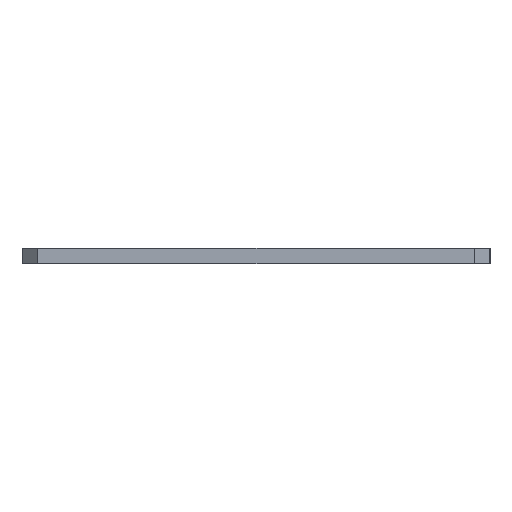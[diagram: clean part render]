
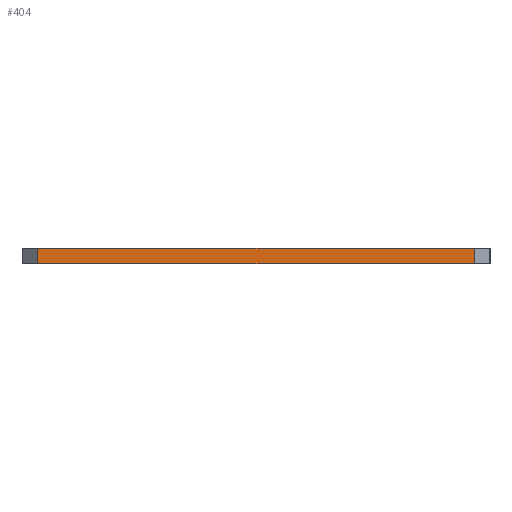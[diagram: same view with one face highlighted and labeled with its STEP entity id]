
A CAD part, front view. The second image highlights one B-rep face of the part: STEP entity #404.
In plain terms, the highlighted planar face has unit normal (0, -1, 0).
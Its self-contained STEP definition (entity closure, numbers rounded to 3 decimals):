
#5 = CARTESIAN_POINT ( 'NONE',  ( 2., -60., -2. ) ) ;
#45 = DIRECTION ( 'NONE',  ( 0., 0., 1. ) ) ;
#82 = VERTEX_POINT ( 'NONE', #326 ) ;
#92 = VECTOR ( 'NONE', #572, 1000. ) ;
#98 = ORIENTED_EDGE ( 'NONE', *, *, #349, .T. ) ;
#198 = EDGE_CURVE ( 'NONE', #82, #494, #340, .T. ) ;
#232 = CARTESIAN_POINT ( 'NONE',  ( 58., -60., -2. ) ) ;
#241 = CARTESIAN_POINT ( 'NONE',  ( 0., -60., -2. ) ) ;
#248 = VECTOR ( 'NONE', #445, 1000. ) ;
#254 = CARTESIAN_POINT ( 'NONE',  ( 0., -60., -2. ) ) ;
#262 = VERTEX_POINT ( 'NONE', #403 ) ;
#312 = LINE ( 'NONE', #241, #525 ) ;
#321 = VECTOR ( 'NONE', #673, 1000. ) ;
#326 = CARTESIAN_POINT ( 'NONE',  ( 2., -60., 0. ) ) ;
#340 = LINE ( 'NONE', #5, #321 ) ;
#349 = EDGE_CURVE ( 'NONE', #521, #262, #692, .T. ) ;
#354 = PLANE ( 'NONE',  #394 ) ;
#394 = AXIS2_PLACEMENT_3D ( 'NONE', #254, #636, #45 ) ;
#403 = CARTESIAN_POINT ( 'NONE',  ( 58., -60., 0. ) ) ;
#404 = ADVANCED_FACE ( 'NONE', ( #421 ), #354, .F. ) ;
#421 = FACE_OUTER_BOUND ( 'NONE', #748, .T. ) ;
#440 = CARTESIAN_POINT ( 'NONE',  ( 58., -60., -2. ) ) ;
#445 = DIRECTION ( 'NONE',  ( -1., 0., 0. ) ) ;
#494 = VERTEX_POINT ( 'NONE', #576 ) ;
#499 = EDGE_CURVE ( 'NONE', #262, #82, #691, .T. ) ;
#521 = VERTEX_POINT ( 'NONE', #232 ) ;
#525 = VECTOR ( 'NONE', #831, 1000. ) ;
#533 = EDGE_CURVE ( 'NONE', #521, #494, #312, .T. ) ;
#572 = DIRECTION ( 'NONE',  ( 0., 0., 1. ) ) ;
#573 = CARTESIAN_POINT ( 'NONE',  ( 0., -60., 0. ) ) ;
#576 = CARTESIAN_POINT ( 'NONE',  ( 2., -60., -2. ) ) ;
#589 = ORIENTED_EDGE ( 'NONE', *, *, #499, .T. ) ;
#609 = ORIENTED_EDGE ( 'NONE', *, *, #533, .F. ) ;
#636 = DIRECTION ( 'NONE',  ( 0., 1., 0. ) ) ;
#673 = DIRECTION ( 'NONE',  ( 0., 0., -1. ) ) ;
#691 = LINE ( 'NONE', #573, #248 ) ;
#692 = LINE ( 'NONE', #440, #92 ) ;
#713 = ORIENTED_EDGE ( 'NONE', *, *, #198, .T. ) ;
#748 = EDGE_LOOP ( 'NONE', ( #609, #98, #589, #713 ) ) ;
#831 = DIRECTION ( 'NONE',  ( -1., 0., 0. ) ) ;
